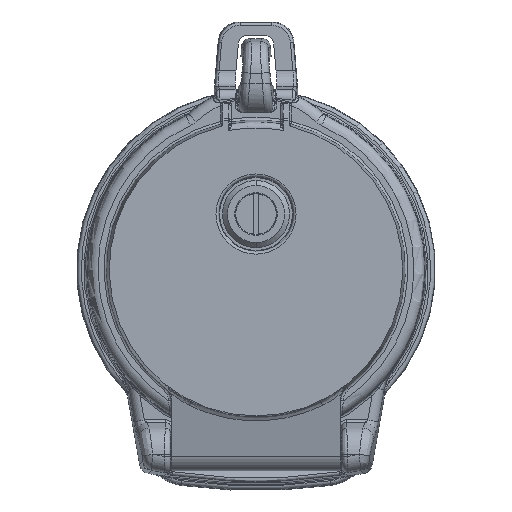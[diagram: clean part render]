
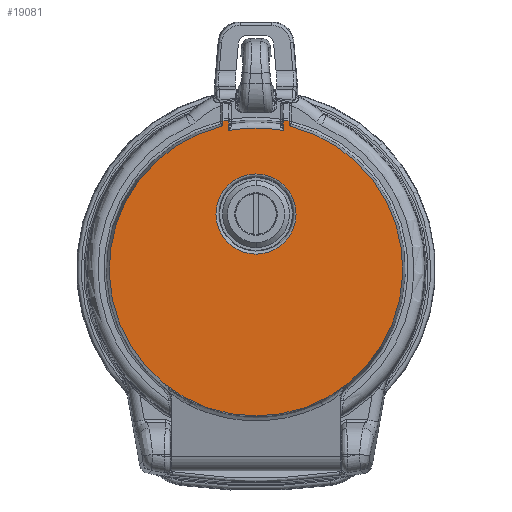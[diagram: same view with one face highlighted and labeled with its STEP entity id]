
A CAD part, top view. The second image highlights one B-rep face of the part: STEP entity #19081.
In plain terms, the highlighted planar face has unit normal (0, 0, 1).
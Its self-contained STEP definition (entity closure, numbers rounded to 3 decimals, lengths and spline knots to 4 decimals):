
#2362=B_SPLINE_CURVE_WITH_KNOTS('',3,(#83049,#83050,#83051,#83052,#83053,
#83054,#83055,#83056,#83057,#83058,#83059,#83060,#83061),.UNSPECIFIED.,
 .F.,.F.,(4,3,3,3,4),(0.,0.0051,0.5111,0.7546,
1.),.UNSPECIFIED.);
#2363=B_SPLINE_CURVE_WITH_KNOTS('',3,(#83066,#83067,#83068,#83069,#83070,
#83071,#83072,#83073,#83074,#83075,#83076,#83077,#83078),.UNSPECIFIED.,
 .F.,.F.,(4,3,3,3,4),(0.,0.2454,0.4889,0.9949,
1.),.UNSPECIFIED.);
#3272=PLANE('',#58338);
#8408=LINE('',#83080,#13894);
#8409=LINE('',#83082,#13895);
#8410=LINE('',#83084,#13896);
#8411=LINE('',#83088,#13897);
#8412=LINE('',#83090,#13898);
#8413=LINE('',#83092,#13899);
#13894=VECTOR('',#64333,1.);
#13895=VECTOR('',#64334,1.);
#13896=VECTOR('',#64335,1.);
#13897=VECTOR('',#64338,1.);
#13898=VECTOR('',#64339,1.);
#13899=VECTOR('',#64340,1.);
#19081=ADVANCED_FACE('',(#22650,#22651),#3272,.T.);
#22650=FACE_BOUND('',#23285,.T.);
#22651=FACE_BOUND('',#23286,.T.);
#23285=EDGE_LOOP('',(#28557,#28558,#28559,#28560,#28561,#28562,#28563,#28564,
#28565,#28566));
#23286=EDGE_LOOP('',(#28567));
#28557=ORIENTED_EDGE('',*,*,#49714,.T.);
#28558=ORIENTED_EDGE('',*,*,#49715,.F.);
#28559=ORIENTED_EDGE('',*,*,#49716,.T.);
#28560=ORIENTED_EDGE('',*,*,#49717,.T.);
#28561=ORIENTED_EDGE('',*,*,#49718,.T.);
#28562=ORIENTED_EDGE('',*,*,#49719,.T.);
#28563=ORIENTED_EDGE('',*,*,#49720,.T.);
#28564=ORIENTED_EDGE('',*,*,#49721,.T.);
#28565=ORIENTED_EDGE('',*,*,#49722,.T.);
#28566=ORIENTED_EDGE('',*,*,#49723,.T.);
#28567=ORIENTED_EDGE('',*,*,#49724,.T.);
#43755=VERTEX_POINT('',#83062);
#43756=VERTEX_POINT('',#83063);
#43757=VERTEX_POINT('',#83065);
#43758=VERTEX_POINT('',#83079);
#43759=VERTEX_POINT('',#83081);
#43760=VERTEX_POINT('',#83083);
#43761=VERTEX_POINT('',#83085);
#43762=VERTEX_POINT('',#83087);
#43763=VERTEX_POINT('',#83089);
#43764=VERTEX_POINT('',#83091);
#43765=VERTEX_POINT('',#83094);
#49714=EDGE_CURVE('',#43755,#43756,#2362,.T.);
#49715=EDGE_CURVE('',#43757,#43756,#57047,.T.);
#49716=EDGE_CURVE('',#43757,#43758,#2363,.T.);
#49717=EDGE_CURVE('',#43758,#43759,#8408,.T.);
#49718=EDGE_CURVE('',#43759,#43760,#8409,.T.);
#49719=EDGE_CURVE('',#43760,#43761,#8410,.T.);
#49720=EDGE_CURVE('',#43761,#43762,#57048,.T.);
#49721=EDGE_CURVE('',#43762,#43763,#8411,.T.);
#49722=EDGE_CURVE('',#43763,#43764,#8412,.T.);
#49723=EDGE_CURVE('',#43764,#43755,#8413,.T.);
#49724=EDGE_CURVE('',#43765,#43765,#57049,.T.);
#57047=CIRCLE('',#58335,1.725);
#57048=CIRCLE('',#58336,1.6609);
#57049=CIRCLE('',#58337,0.471);
#58335=AXIS2_PLACEMENT_3D('',#83064,#64331,#64332);
#58336=AXIS2_PLACEMENT_3D('',#83086,#64336,#64337);
#58337=AXIS2_PLACEMENT_3D('',#83093,#64341,#64342);
#58338=AXIS2_PLACEMENT_3D('',#83095,#64343,#64344);
#64331=DIRECTION('',(0.,0.,-1.));
#64332=DIRECTION('',(1.,0.,0.));
#64333=DIRECTION('',(0.,1.,0.));
#64334=DIRECTION('',(-1.,0.,0.));
#64335=DIRECTION('',(0.,-1.,0.));
#64336=DIRECTION('',(0.,0.,1.));
#64337=DIRECTION('',(1.,0.,0.));
#64338=DIRECTION('',(0.,1.,0.));
#64339=DIRECTION('',(-1.,0.,0.));
#64340=DIRECTION('',(0.,-1.,0.));
#64341=DIRECTION('',(0.,0.,-1.));
#64342=DIRECTION('',(1.,0.,0.));
#64343=DIRECTION('',(0.,0.,1.));
#64344=DIRECTION('',(1.,0.,0.));
#83049=CARTESIAN_POINT('',(-0.3887,1.6994,0.582));
#83050=CARTESIAN_POINT('',(-0.3888,1.6994,0.582));
#83051=CARTESIAN_POINT('',(-0.3888,1.6993,0.582));
#83052=CARTESIAN_POINT('',(-0.3888,1.6993,0.582));
#83053=CARTESIAN_POINT('',(-0.3912,1.694,0.582));
#83054=CARTESIAN_POINT('',(-0.3938,1.6886,0.582));
#83055=CARTESIAN_POINT('',(-0.3976,1.6842,0.582));
#83056=CARTESIAN_POINT('',(-0.3994,1.6821,0.582));
#83057=CARTESIAN_POINT('',(-0.4015,1.6802,0.582));
#83058=CARTESIAN_POINT('',(-0.4038,1.6786,0.582));
#83059=CARTESIAN_POINT('',(-0.4062,1.677,0.582));
#83060=CARTESIAN_POINT('',(-0.4088,1.6759,0.582));
#83061=CARTESIAN_POINT('',(-0.4116,1.6752,0.582));
#83062=CARTESIAN_POINT('',(-0.3887,1.6994,0.582));
#83063=CARTESIAN_POINT('',(-0.4116,1.6752,0.582));
#83064=CARTESIAN_POINT('',(0.,0.,0.582));
#83065=CARTESIAN_POINT('',(0.4116,1.6752,0.582));
#83066=CARTESIAN_POINT('',(0.4116,1.6752,0.582));
#83067=CARTESIAN_POINT('',(0.4088,1.6759,0.582));
#83068=CARTESIAN_POINT('',(0.4062,1.677,0.582));
#83069=CARTESIAN_POINT('',(0.4038,1.6786,0.582));
#83070=CARTESIAN_POINT('',(0.4015,1.6802,0.582));
#83071=CARTESIAN_POINT('',(0.3994,1.6821,0.582));
#83072=CARTESIAN_POINT('',(0.3976,1.6842,0.582));
#83073=CARTESIAN_POINT('',(0.3938,1.6886,0.582));
#83074=CARTESIAN_POINT('',(0.3912,1.694,0.582));
#83075=CARTESIAN_POINT('',(0.3888,1.6993,0.582));
#83076=CARTESIAN_POINT('',(0.3888,1.6993,0.582));
#83077=CARTESIAN_POINT('',(0.3888,1.6994,0.582));
#83078=CARTESIAN_POINT('',(0.3887,1.6994,0.582));
#83079=CARTESIAN_POINT('',(0.3887,1.6994,0.582));
#83080=CARTESIAN_POINT('',(0.3887,1.7432,0.582));
#83081=CARTESIAN_POINT('',(0.3887,1.7432,0.582));
#83082=CARTESIAN_POINT('',(0.,1.7432,0.582));
#83083=CARTESIAN_POINT('',(0.3187,1.7432,0.582));
#83084=CARTESIAN_POINT('',(0.3187,0.,0.582));
#83085=CARTESIAN_POINT('',(0.3187,1.63,0.582));
#83086=CARTESIAN_POINT('',(0.,0.,0.582));
#83087=CARTESIAN_POINT('',(-0.3187,1.63,0.582));
#83088=CARTESIAN_POINT('',(-0.3187,0.,0.582));
#83089=CARTESIAN_POINT('',(-0.3187,1.7432,0.582));
#83090=CARTESIAN_POINT('',(0.,1.7432,0.582));
#83091=CARTESIAN_POINT('',(-0.3887,1.7432,0.582));
#83092=CARTESIAN_POINT('',(-0.3887,1.6123,0.582));
#83093=CARTESIAN_POINT('',(0.,0.6475,0.582));
#83094=CARTESIAN_POINT('',(0.471,0.6475,0.582));
#83095=CARTESIAN_POINT('',(0.,0.,0.582));
